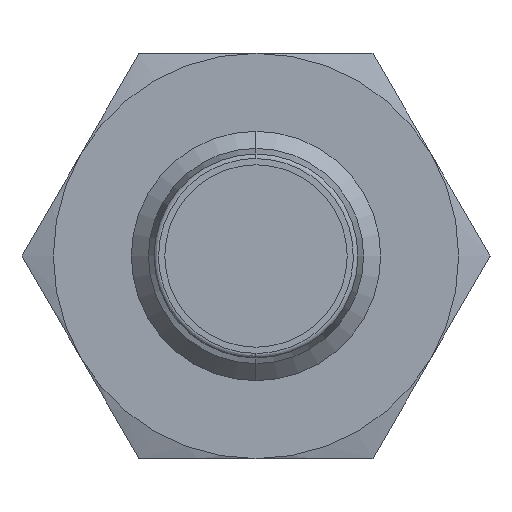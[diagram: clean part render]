
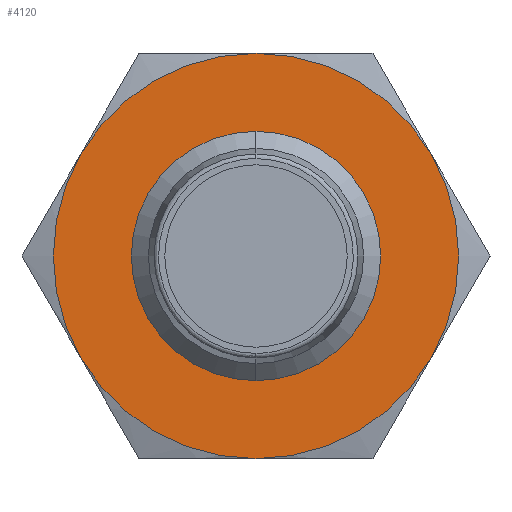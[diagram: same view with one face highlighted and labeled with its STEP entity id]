
A CAD part, left-side view. The second image highlights one B-rep face of the part: STEP entity #4120.
In plain terms, the highlighted planar face has unit normal (-1, 0, 0).
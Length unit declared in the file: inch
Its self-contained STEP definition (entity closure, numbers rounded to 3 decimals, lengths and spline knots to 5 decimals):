
#28 = CIRCLE ( 'NONE', #1243, 0.25591 ) ;
#44 = AXIS2_PLACEMENT_3D ( 'NONE', #2344, #2675, #119 ) ;
#77 = CARTESIAN_POINT ( 'NONE',  ( 1.1811, 0., 0. ) ) ;
#95 = CARTESIAN_POINT ( 'NONE',  ( 1.1811, 0., -0.25591 ) ) ;
#114 = CARTESIAN_POINT ( 'NONE',  ( 1.1811, 0., 0. ) ) ;
#119 = DIRECTION ( 'NONE',  ( 0., 0., -1. ) ) ;
#141 = CARTESIAN_POINT ( 'NONE',  ( 1.1811, 0., 0. ) ) ;
#432 = FACE_OUTER_BOUND ( 'NONE', #4112, .T. ) ;
#501 = CARTESIAN_POINT ( 'NONE',  ( 1.1811, 0., 0. ) ) ;
#701 = DIRECTION ( 'NONE',  ( 1., 0., 0. ) ) ;
#725 = DIRECTION ( 'NONE',  ( 0., 0., -1. ) ) ;
#769 = CIRCLE ( 'NONE', #3446, 0.15748 ) ;
#819 = DIRECTION ( 'NONE',  ( 0., 0., -1. ) ) ;
#859 = CARTESIAN_POINT ( 'NONE',  ( 1.1811, 0.12795, 0. ) ) ;
#881 = AXIS2_PLACEMENT_3D ( 'NONE', #141, #3849, #4614 ) ;
#888 = DIRECTION ( 'NONE',  ( 0., 0., 1. ) ) ;
#997 = CIRCLE ( 'NONE', #1707, 0.25591 ) ;
#1075 = EDGE_CURVE ( 'NONE', #2309, #3977, #3113, .T. ) ;
#1225 = CARTESIAN_POINT ( 'NONE',  ( 1.1811, -0.22162, -0.12795 ) ) ;
#1243 = AXIS2_PLACEMENT_3D ( 'NONE', #3984, #4369, #4740 ) ;
#1365 = ORIENTED_EDGE ( 'NONE', *, *, #3565, .T. ) ;
#1418 = CIRCLE ( 'NONE', #44, 0.25591 ) ;
#1505 = VERTEX_POINT ( 'NONE', #2927 ) ;
#1524 = ORIENTED_EDGE ( 'NONE', *, *, #1075, .T. ) ;
#1572 = DIRECTION ( 'NONE',  ( 0., 0., 1. ) ) ;
#1616 = EDGE_CURVE ( 'NONE', #1505, #1917, #4732, .T. ) ;
#1631 = CARTESIAN_POINT ( 'NONE',  ( 1.1811, 0., -0.15748 ) ) ;
#1707 = AXIS2_PLACEMENT_3D ( 'NONE', #2574, #2938, #725 ) ;
#1728 = CARTESIAN_POINT ( 'NONE',  ( 1.1811, -0.22162, 0.12795 ) ) ;
#1907 = ORIENTED_EDGE ( 'NONE', *, *, #2333, .T. ) ;
#1917 = VERTEX_POINT ( 'NONE', #1631 ) ;
#1970 = PLANE ( 'NONE',  #4789 ) ;
#2052 = CIRCLE ( 'NONE', #4239, 0.25591 ) ;
#2134 = CARTESIAN_POINT ( 'NONE',  ( 1.1811, 0.22162, -0.12795 ) ) ;
#2200 = CARTESIAN_POINT ( 'NONE',  ( 1.1811, 0.22162, 0.12795 ) ) ;
#2253 = ORIENTED_EDGE ( 'NONE', *, *, #1616, .T. ) ;
#2309 = VERTEX_POINT ( 'NONE', #2982 ) ;
#2333 = EDGE_CURVE ( 'NONE', #3977, #2840, #1418, .T. ) ;
#2344 = CARTESIAN_POINT ( 'NONE',  ( 1.1811, 0., 0. ) ) ;
#2570 = AXIS2_PLACEMENT_3D ( 'NONE', #501, #3791, #819 ) ;
#2574 = CARTESIAN_POINT ( 'NONE',  ( 1.1811, 0., 0. ) ) ;
#2675 = DIRECTION ( 'NONE',  ( -1., 0., 0. ) ) ;
#2778 = ORIENTED_EDGE ( 'NONE', *, *, #3502, .T. ) ;
#2822 = EDGE_CURVE ( 'NONE', #2840, #3582, #28, .T. ) ;
#2840 = VERTEX_POINT ( 'NONE', #2134 ) ;
#2892 = VERTEX_POINT ( 'NONE', #1728 ) ;
#2917 = CARTESIAN_POINT ( 'NONE',  ( 1.1811, 0., 0. ) ) ;
#2927 = CARTESIAN_POINT ( 'NONE',  ( 1.1811, 0., 0.15748 ) ) ;
#2938 = DIRECTION ( 'NONE',  ( -1., 0., 0. ) ) ;
#2957 = AXIS2_PLACEMENT_3D ( 'NONE', #2917, #701, #3662 ) ;
#2982 = CARTESIAN_POINT ( 'NONE',  ( 1.1811, 0., 0.25591 ) ) ;
#3113 = CIRCLE ( 'NONE', #881, 0.25591 ) ;
#3411 = ORIENTED_EDGE ( 'NONE', *, *, #4746, .T. ) ;
#3441 = DIRECTION ( 'NONE',  ( 0., 0., -1. ) ) ;
#3446 = AXIS2_PLACEMENT_3D ( 'NONE', #77, #4570, #1572 ) ;
#3480 = DIRECTION ( 'NONE',  ( -1., 0., 0. ) ) ;
#3489 = CIRCLE ( 'NONE', #2570, 0.25591 ) ;
#3502 = EDGE_CURVE ( 'NONE', #2892, #2309, #2052, .T. ) ;
#3565 = EDGE_CURVE ( 'NONE', #3596, #2892, #3489, .T. ) ;
#3582 = VERTEX_POINT ( 'NONE', #95 ) ;
#3596 = VERTEX_POINT ( 'NONE', #1225 ) ;
#3662 = DIRECTION ( 'NONE',  ( 0., 0., 1. ) ) ;
#3791 = DIRECTION ( 'NONE',  ( -1., 0., 0. ) ) ;
#3849 = DIRECTION ( 'NONE',  ( -1., 0., 0. ) ) ;
#3916 = FACE_BOUND ( 'NONE', #3989, .T. ) ;
#3977 = VERTEX_POINT ( 'NONE', #2200 ) ;
#3984 = CARTESIAN_POINT ( 'NONE',  ( 1.1811, 0., 0. ) ) ;
#3989 = EDGE_LOOP ( 'NONE', ( #2253, #4529 ) ) ;
#4112 = EDGE_LOOP ( 'NONE', ( #2778, #1524, #1907, #4503, #3411, #1365 ) ) ;
#4120 = ADVANCED_FACE ( 'NONE', ( #432, #3916 ), #1970, .T. ) ;
#4239 = AXIS2_PLACEMENT_3D ( 'NONE', #114, #4591, #3441 ) ;
#4369 = DIRECTION ( 'NONE',  ( -1., 0., 0. ) ) ;
#4503 = ORIENTED_EDGE ( 'NONE', *, *, #2822, .T. ) ;
#4529 = ORIENTED_EDGE ( 'NONE', *, *, #4826, .T. ) ;
#4570 = DIRECTION ( 'NONE',  ( 1., 0., 0. ) ) ;
#4591 = DIRECTION ( 'NONE',  ( -1., 0., 0. ) ) ;
#4614 = DIRECTION ( 'NONE',  ( 0., 0., -1. ) ) ;
#4732 = CIRCLE ( 'NONE', #2957, 0.15748 ) ;
#4740 = DIRECTION ( 'NONE',  ( 0., 0., -1. ) ) ;
#4746 = EDGE_CURVE ( 'NONE', #3582, #3596, #997, .T. ) ;
#4789 = AXIS2_PLACEMENT_3D ( 'NONE', #859, #3480, #888 ) ;
#4826 = EDGE_CURVE ( 'NONE', #1917, #1505, #769, .T. ) ;
